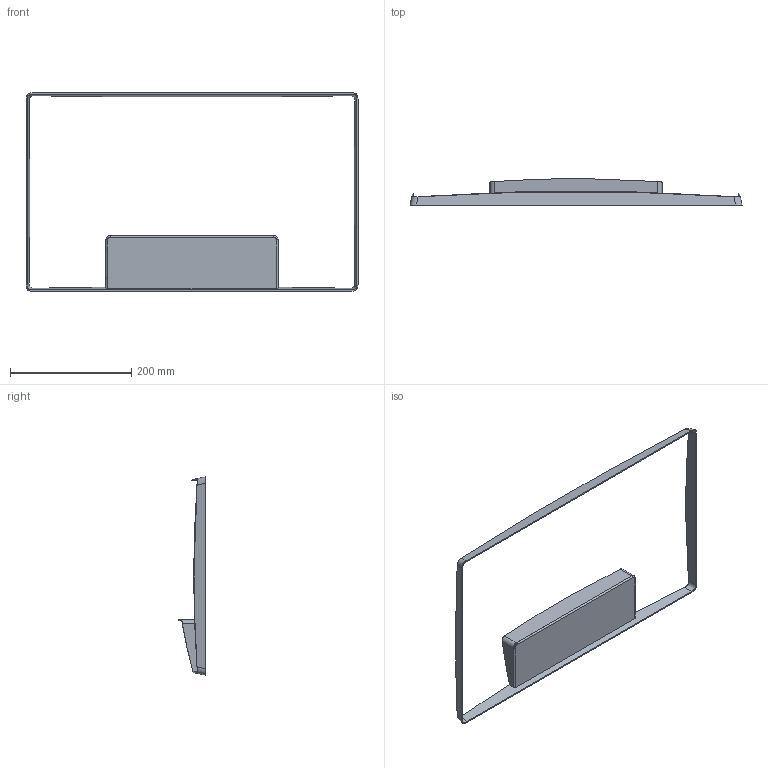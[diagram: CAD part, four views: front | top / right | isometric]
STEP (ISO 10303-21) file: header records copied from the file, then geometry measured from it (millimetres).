
FILE_DESCRIPTION (( 'STEP AP214' ), '1' );
FILE_NAME ('rc2_shell3.STEP', '2014-09-26T14:51:38', ( '' ), ( '' ), 'SwSTEP 2.0', 'SolidWorks 2014', '' );
FILE_SCHEMA (( 'AUTOMOTIVE_DESIGN' ));
Length unit declared in the file: millimetre
Products named in the file (1): rc2_shell3
Bounding box: 548.14 x 43.98 x 327.54 mm (x, y, z)
Volume: 131956.4 mm3; surface area: 139575 mm2
Topology: 1 solids, 1 shells, 40 faces, 106 edges, 68 vertices
Faces by surface type: bspline 19, plane 17, cylinder 4
Entity records: 3794 total; most frequent: CARTESIAN_POINT 2717, ORIENTED_EDGE 212, EDGE_CURVE 106, DIRECTION 91, VERTEX_POINT 68, B_SPLINE_CURVE_WITH_KNOTS 55, VECTOR 47, LINE 47
